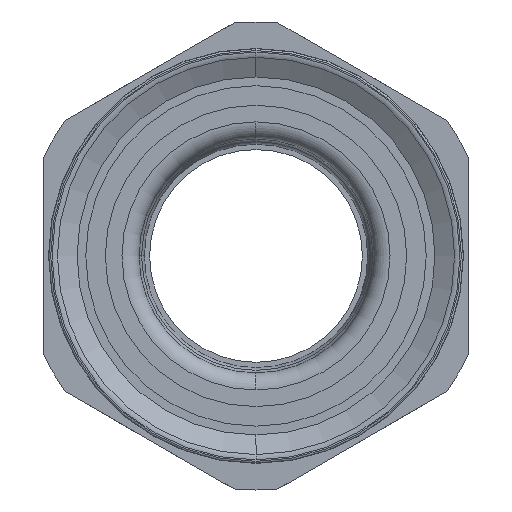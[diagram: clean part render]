
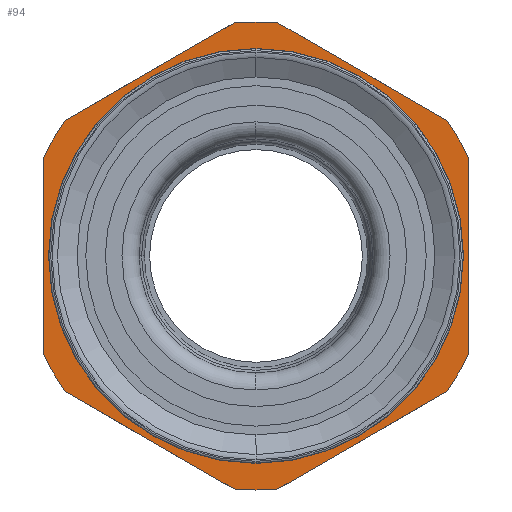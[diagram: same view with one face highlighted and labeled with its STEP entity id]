
A CAD part, front view. The second image highlights one B-rep face of the part: STEP entity #94.
In plain terms, the highlighted planar face has unit normal (0, -1, 0).
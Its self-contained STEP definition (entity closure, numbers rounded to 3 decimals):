
#2 = CIRCLE ( 'NONE', #2504, 11. ) ;
#24 = CARTESIAN_POINT ( 'NONE',  ( 0., -6.35, 0. ) ) ;
#69 = VERTEX_POINT ( 'NONE', #3144 ) ;
#84 = CARTESIAN_POINT ( 'NONE',  ( -11., -6.35, 0. ) ) ;
#94 = ADVANCED_FACE ( 'NONE', ( #6651, #6276 ), #1664, .F. ) ;
#100 = DIRECTION ( 'NONE',  ( 0., 0., -1. ) ) ;
#163 = DIRECTION ( 'NONE',  ( 0., -1., 0. ) ) ;
#187 = CARTESIAN_POINT ( 'NONE',  ( 0., -6.35, 0. ) ) ;
#190 = LINE ( 'NONE', #4823, #362 ) ;
#229 = VECTOR ( 'NONE', #6852, 1000. ) ;
#267 = EDGE_CURVE ( 'NONE', #5543, #7120, #4479, .T. ) ;
#362 = VECTOR ( 'NONE', #2410, 1000. ) ;
#419 = CARTESIAN_POINT ( 'NONE',  ( 8.969, -6.35, 6.369 ) ) ;
#454 = VERTEX_POINT ( 'NONE', #419 ) ;
#534 = CARTESIAN_POINT ( 'NONE',  ( 1.031, -6.35, -10.952 ) ) ;
#600 = EDGE_CURVE ( 'NONE', #454, #69, #750, .T. ) ;
#667 = LINE ( 'NONE', #3265, #6045 ) ;
#682 = ORIENTED_EDGE ( 'NONE', *, *, #7023, .T. ) ;
#734 = AXIS2_PLACEMENT_3D ( 'NONE', #187, #163, #100 ) ;
#736 = CARTESIAN_POINT ( 'NONE',  ( 0., -6.35, 0. ) ) ;
#750 = LINE ( 'NONE', #4253, #850 ) ;
#807 = DIRECTION ( 'NONE',  ( 0., 0., -1. ) ) ;
#814 = DIRECTION ( 'NONE',  ( 0., -1., 0. ) ) ;
#850 = VECTOR ( 'NONE', #3680, 1000. ) ;
#903 = CARTESIAN_POINT ( 'NONE',  ( 8.969, -6.35, -6.369 ) ) ;
#1013 = VERTEX_POINT ( 'NONE', #3947 ) ;
#1119 = DIRECTION ( 'NONE',  ( 0., 0., 1. ) ) ;
#1177 = AXIS2_PLACEMENT_3D ( 'NONE', #24, #5354, #5905 ) ;
#1217 = ORIENTED_EDGE ( 'NONE', *, *, #600, .T. ) ;
#1238 = EDGE_CURVE ( 'NONE', #3754, #2612, #667, .T. ) ;
#1307 = EDGE_CURVE ( 'NONE', #7120, #5543, #4995, .T. ) ;
#1350 = DIRECTION ( 'NONE',  ( 0.866, 0., 0.5 ) ) ;
#1488 = ORIENTED_EDGE ( 'NONE', *, *, #2768, .T. ) ;
#1503 = VERTEX_POINT ( 'NONE', #4585 ) ;
#1642 = CIRCLE ( 'NONE', #3842, 11. ) ;
#1645 = CARTESIAN_POINT ( 'NONE',  ( -10., -6.35, 4.583 ) ) ;
#1664 = PLANE ( 'NONE',  #5229 ) ;
#1774 = VERTEX_POINT ( 'NONE', #4819 ) ;
#2003 = EDGE_CURVE ( 'NONE', #5765, #3034, #3874, .T. ) ;
#2032 = CIRCLE ( 'NONE', #5898, 11. ) ;
#2214 = CARTESIAN_POINT ( 'NONE',  ( 0., -6.35, 8.991 ) ) ;
#2253 = DIRECTION ( 'NONE',  ( 0., 0., 1. ) ) ;
#2410 = DIRECTION ( 'NONE',  ( -0.866, 0., -0.5 ) ) ;
#2487 = VERTEX_POINT ( 'NONE', #4269 ) ;
#2504 = AXIS2_PLACEMENT_3D ( 'NONE', #736, #814, #807 ) ;
#2610 = VECTOR ( 'NONE', #3502, 1000. ) ;
#2612 = VERTEX_POINT ( 'NONE', #2973 ) ;
#2678 = CIRCLE ( 'NONE', #4242, 11. ) ;
#2768 = EDGE_CURVE ( 'NONE', #2487, #5920, #2781, .T. ) ;
#2781 = LINE ( 'NONE', #3444, #2610 ) ;
#2856 = CARTESIAN_POINT ( 'NONE',  ( -1.031, -6.35, -10.952 ) ) ;
#2903 = VECTOR ( 'NONE', #1350, 1000. ) ;
#2973 = CARTESIAN_POINT ( 'NONE',  ( -10., -6.35, -4.583 ) ) ;
#3034 = VERTEX_POINT ( 'NONE', #534 ) ;
#3144 = CARTESIAN_POINT ( 'NONE',  ( 1.031, -6.35, 10.952 ) ) ;
#3233 = EDGE_CURVE ( 'NONE', #4764, #1013, #6217, .T. ) ;
#3265 = CARTESIAN_POINT ( 'NONE',  ( -10., -6.35, -5.774 ) ) ;
#3340 = EDGE_LOOP ( 'NONE', ( #3584, #682, #1217, #5481, #6301, #4935, #5838, #5739, #1488, #6731, #7284, #5731, #3837 ) ) ;
#3444 = CARTESIAN_POINT ( 'NONE',  ( 0., -6.35, -11.547 ) ) ;
#3502 = DIRECTION ( 'NONE',  ( 0.866, 0., -0.5 ) ) ;
#3584 = ORIENTED_EDGE ( 'NONE', *, *, #3233, .T. ) ;
#3680 = DIRECTION ( 'NONE',  ( -0.866, 0., 0.5 ) ) ;
#3754 = VERTEX_POINT ( 'NONE', #1645 ) ;
#3837 = ORIENTED_EDGE ( 'NONE', *, *, #6970, .T. ) ;
#3842 = AXIS2_PLACEMENT_3D ( 'NONE', #5903, #6528, #6551 ) ;
#3874 = CIRCLE ( 'NONE', #4869, 11. ) ;
#3947 = CARTESIAN_POINT ( 'NONE',  ( 10., -6.35, 4.583 ) ) ;
#3987 = CARTESIAN_POINT ( 'NONE',  ( 0., -6.35, -11. ) ) ;
#4141 = EDGE_CURVE ( 'NONE', #5920, #5765, #2678, .T. ) ;
#4242 = AXIS2_PLACEMENT_3D ( 'NONE', #6667, #6054, #5574 ) ;
#4253 = CARTESIAN_POINT ( 'NONE',  ( 0., -6.35, 11.547 ) ) ;
#4269 = CARTESIAN_POINT ( 'NONE',  ( -8.969, -6.35, -6.369 ) ) ;
#4379 = DIRECTION ( 'NONE',  ( 0., 1., 0. ) ) ;
#4404 = CARTESIAN_POINT ( 'NONE',  ( 0., -6.35, -8.991 ) ) ;
#4468 = DIRECTION ( 'NONE',  ( 0., -1., 0. ) ) ;
#4479 = CIRCLE ( 'NONE', #1177, 8.991 ) ;
#4493 = CARTESIAN_POINT ( 'NONE',  ( 0., -6.35, 0. ) ) ;
#4533 = CARTESIAN_POINT ( 'NONE',  ( 10., -6.35, 5.774 ) ) ;
#4585 = CARTESIAN_POINT ( 'NONE',  ( -1.031, -6.35, 10.952 ) ) ;
#4633 = DIRECTION ( 'NONE',  ( 0., -1., 0. ) ) ;
#4637 = EDGE_CURVE ( 'NONE', #1774, #3754, #2032, .T. ) ;
#4671 = DIRECTION ( 'NONE',  ( 0., 0., -1. ) ) ;
#4731 = CIRCLE ( 'NONE', #734, 11. ) ;
#4764 = VERTEX_POINT ( 'NONE', #5712 ) ;
#4819 = CARTESIAN_POINT ( 'NONE',  ( -8.969, -6.35, 6.369 ) ) ;
#4823 = CARTESIAN_POINT ( 'NONE',  ( -10., -6.35, 5.774 ) ) ;
#4832 = CIRCLE ( 'NONE', #5324, 11. ) ;
#4869 = AXIS2_PLACEMENT_3D ( 'NONE', #6835, #4468, #5154 ) ;
#4935 = ORIENTED_EDGE ( 'NONE', *, *, #4637, .T. ) ;
#4978 = EDGE_LOOP ( 'NONE', ( #6435, #5138 ) ) ;
#4995 = CIRCLE ( 'NONE', #7230, 8.991 ) ;
#4996 = EDGE_CURVE ( 'NONE', #2612, #2487, #2, .T. ) ;
#5138 = ORIENTED_EDGE ( 'NONE', *, *, #1307, .T. ) ;
#5154 = DIRECTION ( 'NONE',  ( 0., 0., -1. ) ) ;
#5229 = AXIS2_PLACEMENT_3D ( 'NONE', #84, #4379, #1119 ) ;
#5276 = DIRECTION ( 'NONE',  ( 0., 0., -1. ) ) ;
#5324 = AXIS2_PLACEMENT_3D ( 'NONE', #5963, #5696, #5547 ) ;
#5354 = DIRECTION ( 'NONE',  ( 0., 1., 0. ) ) ;
#5481 = ORIENTED_EDGE ( 'NONE', *, *, #5522, .T. ) ;
#5522 = EDGE_CURVE ( 'NONE', #69, #1503, #4832, .T. ) ;
#5543 = VERTEX_POINT ( 'NONE', #4404 ) ;
#5547 = DIRECTION ( 'NONE',  ( 0., 0., -1. ) ) ;
#5574 = DIRECTION ( 'NONE',  ( 0., 0., -1. ) ) ;
#5696 = DIRECTION ( 'NONE',  ( 0., -1., 0. ) ) ;
#5712 = CARTESIAN_POINT ( 'NONE',  ( 10., -6.35, -4.583 ) ) ;
#5731 = ORIENTED_EDGE ( 'NONE', *, *, #7279, .T. ) ;
#5739 = ORIENTED_EDGE ( 'NONE', *, *, #4996, .T. ) ;
#5747 = DIRECTION ( 'NONE',  ( 0., 1., 0. ) ) ;
#5765 = VERTEX_POINT ( 'NONE', #3987 ) ;
#5838 = ORIENTED_EDGE ( 'NONE', *, *, #1238, .T. ) ;
#5898 = AXIS2_PLACEMENT_3D ( 'NONE', #4493, #4633, #4671 ) ;
#5903 = CARTESIAN_POINT ( 'NONE',  ( 0., -6.35, 0. ) ) ;
#5905 = DIRECTION ( 'NONE',  ( 0., 0., 1. ) ) ;
#5920 = VERTEX_POINT ( 'NONE', #2856 ) ;
#5963 = CARTESIAN_POINT ( 'NONE',  ( 0., -6.35, 0. ) ) ;
#6045 = VECTOR ( 'NONE', #5276, 1000. ) ;
#6054 = DIRECTION ( 'NONE',  ( 0., -1., 0. ) ) ;
#6217 = LINE ( 'NONE', #4533, #229 ) ;
#6276 = FACE_OUTER_BOUND ( 'NONE', #3340, .T. ) ;
#6301 = ORIENTED_EDGE ( 'NONE', *, *, #7262, .T. ) ;
#6435 = ORIENTED_EDGE ( 'NONE', *, *, #267, .T. ) ;
#6521 = CARTESIAN_POINT ( 'NONE',  ( 10., -6.35, -5.774 ) ) ;
#6528 = DIRECTION ( 'NONE',  ( 0., -1., 0. ) ) ;
#6541 = VERTEX_POINT ( 'NONE', #903 ) ;
#6551 = DIRECTION ( 'NONE',  ( 0., 0., -1. ) ) ;
#6651 = FACE_BOUND ( 'NONE', #4978, .T. ) ;
#6667 = CARTESIAN_POINT ( 'NONE',  ( 0., -6.35, 0. ) ) ;
#6731 = ORIENTED_EDGE ( 'NONE', *, *, #4141, .T. ) ;
#6835 = CARTESIAN_POINT ( 'NONE',  ( 0., -6.35, 0. ) ) ;
#6852 = DIRECTION ( 'NONE',  ( 0., 0., 1. ) ) ;
#6970 = EDGE_CURVE ( 'NONE', #6541, #4764, #4731, .T. ) ;
#7023 = EDGE_CURVE ( 'NONE', #1013, #454, #1642, .T. ) ;
#7120 = VERTEX_POINT ( 'NONE', #2214 ) ;
#7230 = AXIS2_PLACEMENT_3D ( 'NONE', #7370, #5747, #2253 ) ;
#7262 = EDGE_CURVE ( 'NONE', #1503, #1774, #190, .T. ) ;
#7279 = EDGE_CURVE ( 'NONE', #3034, #6541, #7513, .T. ) ;
#7284 = ORIENTED_EDGE ( 'NONE', *, *, #2003, .T. ) ;
#7370 = CARTESIAN_POINT ( 'NONE',  ( 0., -6.35, 0. ) ) ;
#7513 = LINE ( 'NONE', #6521, #2903 ) ;
